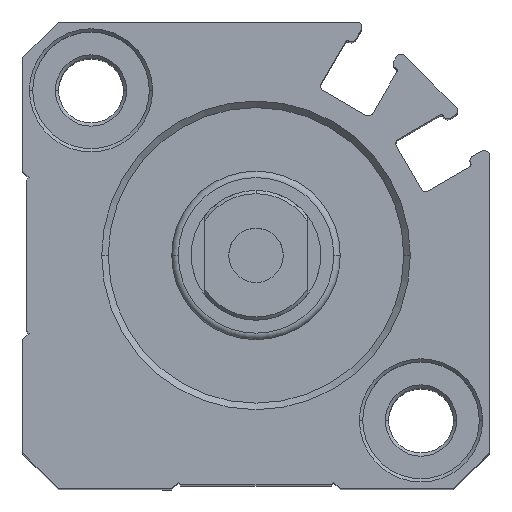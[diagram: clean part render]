
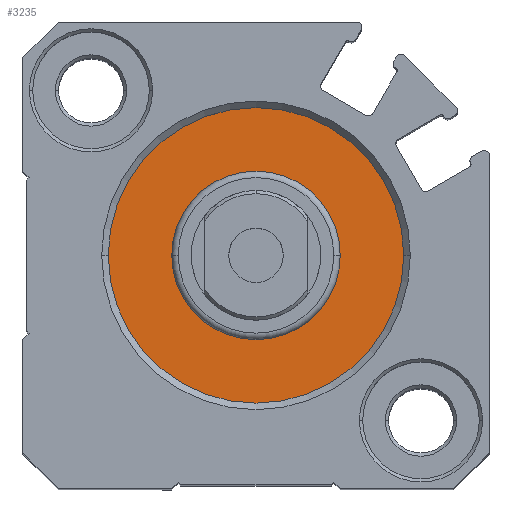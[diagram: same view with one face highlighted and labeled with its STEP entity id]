
A CAD part, top view. The second image highlights one B-rep face of the part: STEP entity #3235.
In plain terms, the highlighted planar face has unit normal (0, 0, 1).
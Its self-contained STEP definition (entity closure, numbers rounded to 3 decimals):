
#104 = CARTESIAN_POINT ( 'NONE',  ( 0., 0., 26.15 ) ) ;
#123 = FACE_OUTER_BOUND ( 'NONE', #4354, .T. ) ;
#136 = AXIS2_PLACEMENT_3D ( 'NONE', #1479, #3860, #1819 ) ;
#328 = DIRECTION ( 'NONE',  ( 0., 0., 1. ) ) ;
#429 = DIRECTION ( 'NONE',  ( 1., 0., 0. ) ) ;
#471 = AXIS2_PLACEMENT_3D ( 'NONE', #104, #2492, #429 ) ;
#658 = CARTESIAN_POINT ( 'NONE',  ( 0., 0., 26.15 ) ) ;
#674 = ORIENTED_EDGE ( 'NONE', *, *, #1126, .T. ) ;
#811 = CIRCLE ( 'NONE', #4047, 11.4 ) ;
#854 = EDGE_CURVE ( 'NONE', #3932, #3184, #4295, .T. ) ;
#893 = EDGE_LOOP ( 'NONE', ( #1337, #2451 ) ) ;
#1126 = EDGE_CURVE ( 'NONE', #3243, #1742, #2489, .T. ) ;
#1149 = CARTESIAN_POINT ( 'NONE',  ( -6.5, 0., 26.15 ) ) ;
#1337 = ORIENTED_EDGE ( 'NONE', *, *, #854, .F. ) ;
#1388 = CARTESIAN_POINT ( 'NONE',  ( 0., 0., 26.15 ) ) ;
#1476 = ORIENTED_EDGE ( 'NONE', *, *, #3305, .T. ) ;
#1479 = CARTESIAN_POINT ( 'NONE',  ( 0., 0., 26.15 ) ) ;
#1684 = CARTESIAN_POINT ( 'NONE',  ( -11.4, 0., 26.15 ) ) ;
#1731 = DIRECTION ( 'NONE',  ( 1., 0., 0. ) ) ;
#1742 = VERTEX_POINT ( 'NONE', #3233 ) ;
#1819 = DIRECTION ( 'NONE',  ( 1., 0., 0. ) ) ;
#1980 = CARTESIAN_POINT ( 'NONE',  ( 6.5, 0., 26.15 ) ) ;
#2020 = DIRECTION ( 'NONE',  ( 0., 0., 1. ) ) ;
#2209 = EDGE_CURVE ( 'NONE', #3184, #3932, #2744, .T. ) ;
#2375 = PLANE ( 'NONE',  #3366 ) ;
#2451 = ORIENTED_EDGE ( 'NONE', *, *, #2209, .F. ) ;
#2489 = CIRCLE ( 'NONE', #136, 11.4 ) ;
#2492 = DIRECTION ( 'NONE',  ( 0., 0., 1. ) ) ;
#2727 = DIRECTION ( 'NONE',  ( 1., 0., 0. ) ) ;
#2732 = FACE_BOUND ( 'NONE', #893, .T. ) ;
#2744 = CIRCLE ( 'NONE', #471, 6.5 ) ;
#3184 = VERTEX_POINT ( 'NONE', #1980 ) ;
#3233 = CARTESIAN_POINT ( 'NONE',  ( 11.4, 0., 26.15 ) ) ;
#3235 = ADVANCED_FACE ( 'NONE', ( #2732, #123 ), #2375, .T. ) ;
#3243 = VERTEX_POINT ( 'NONE', #1684 ) ;
#3305 = EDGE_CURVE ( 'NONE', #1742, #3243, #811, .T. ) ;
#3366 = AXIS2_PLACEMENT_3D ( 'NONE', #658, #328, #2727 ) ;
#3504 = AXIS2_PLACEMENT_3D ( 'NONE', #4064, #2020, #4415 ) ;
#3770 = DIRECTION ( 'NONE',  ( 0., 0., 1. ) ) ;
#3860 = DIRECTION ( 'NONE',  ( 0., 0., 1. ) ) ;
#3932 = VERTEX_POINT ( 'NONE', #1149 ) ;
#4047 = AXIS2_PLACEMENT_3D ( 'NONE', #1388, #3770, #1731 ) ;
#4064 = CARTESIAN_POINT ( 'NONE',  ( 0., 0., 26.15 ) ) ;
#4295 = CIRCLE ( 'NONE', #3504, 6.5 ) ;
#4354 = EDGE_LOOP ( 'NONE', ( #1476, #674 ) ) ;
#4415 = DIRECTION ( 'NONE',  ( 1., 0., 0. ) ) ;
